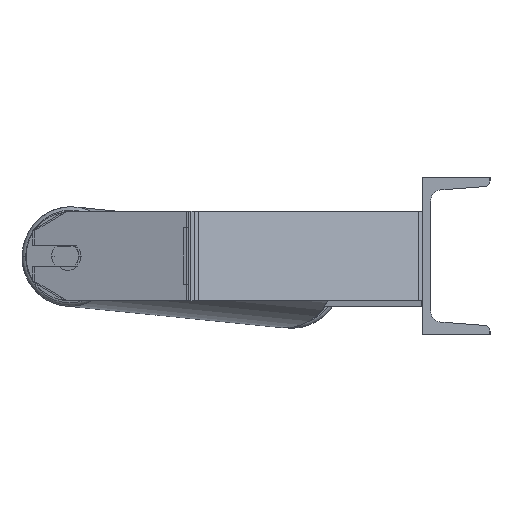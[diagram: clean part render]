
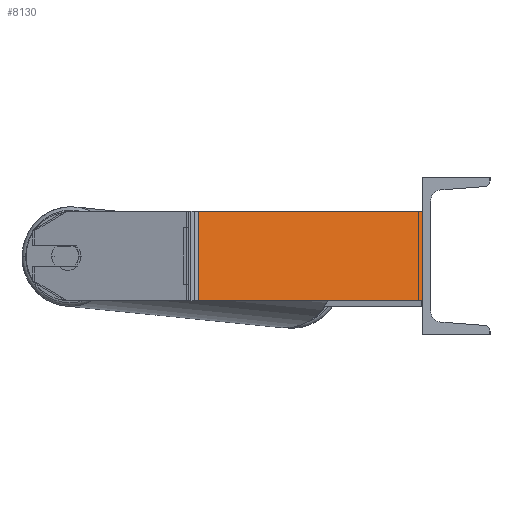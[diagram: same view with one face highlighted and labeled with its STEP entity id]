
A CAD part, left-side view. The second image highlights one B-rep face of the part: STEP entity #8130.
In plain terms, the highlighted planar face has unit normal (-0.906, -0.423, 0).
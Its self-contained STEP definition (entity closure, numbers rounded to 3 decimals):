
#93 = DIRECTION ( 'NONE',  ( 0.423, -0.906, 0. ) ) ;
#212 = DIRECTION ( 'NONE',  ( 0.423, -0.906, 0. ) ) ;
#285 = DIRECTION ( 'NONE',  ( 0., 0., -1. ) ) ;
#402 = CARTESIAN_POINT ( 'NONE',  ( -1178.237, 199.948, 40. ) ) ;
#1008 = EDGE_CURVE ( 'NONE', #7030, #3107, #8725, .T. ) ;
#1426 = CARTESIAN_POINT ( 'NONE',  ( -1178.237, 199.948, -40. ) ) ;
#1545 = LINE ( 'NONE', #3780, #1810 ) ;
#1632 = EDGE_CURVE ( 'NONE', #3107, #8355, #1545, .T. ) ;
#1810 = VECTOR ( 'NONE', #212, 1000. ) ;
#2308 = VECTOR ( 'NONE', #93, 1000. ) ;
#2396 = CARTESIAN_POINT ( 'NONE',  ( -1178.237, 199.948, 40. ) ) ;
#2636 = PLANE ( 'NONE',  #6001 ) ;
#3048 = DIRECTION ( 'NONE',  ( 0., 0., -1. ) ) ;
#3107 = VERTEX_POINT ( 'NONE', #1426 ) ;
#3202 = DIRECTION ( 'NONE',  ( -0.423, 0.906, 0. ) ) ;
#3772 = EDGE_LOOP ( 'NONE', ( #3924, #3963, #8060, #6866 ) ) ;
#3780 = CARTESIAN_POINT ( 'NONE',  ( -1180.698, 205.226, -40. ) ) ;
#3924 = ORIENTED_EDGE ( 'NONE', *, *, #1632, .T. ) ;
#3963 = ORIENTED_EDGE ( 'NONE', *, *, #8916, .F. ) ;
#4014 = DIRECTION ( 'NONE',  ( 0.906, 0.423, 0. ) ) ;
#4441 = CARTESIAN_POINT ( 'NONE',  ( -1085., 0., 40. ) ) ;
#5503 = VERTEX_POINT ( 'NONE', #4441 ) ;
#6001 = AXIS2_PLACEMENT_3D ( 'NONE', #8995, #4014, #3202 ) ;
#6317 = VECTOR ( 'NONE', #3048, 1000. ) ;
#6592 = CARTESIAN_POINT ( 'NONE',  ( -1085., 0., 40. ) ) ;
#6665 = CARTESIAN_POINT ( 'NONE',  ( -1085., 0., -40. ) ) ;
#6866 = ORIENTED_EDGE ( 'NONE', *, *, #1008, .T. ) ;
#7030 = VERTEX_POINT ( 'NONE', #402 ) ;
#7159 = CARTESIAN_POINT ( 'NONE',  ( -1180.698, 205.226, 40. ) ) ;
#7607 = FACE_OUTER_BOUND ( 'NONE', #3772, .T. ) ;
#7850 = LINE ( 'NONE', #7159, #2308 ) ;
#7952 = LINE ( 'NONE', #6592, #6317 ) ;
#8060 = ORIENTED_EDGE ( 'NONE', *, *, #9113, .F. ) ;
#8130 = ADVANCED_FACE ( 'NONE', ( #7607 ), #2636, .F. ) ;
#8355 = VERTEX_POINT ( 'NONE', #6665 ) ;
#8725 = LINE ( 'NONE', #2396, #8904 ) ;
#8904 = VECTOR ( 'NONE', #285, 1000. ) ;
#8916 = EDGE_CURVE ( 'NONE', #5503, #8355, #7952, .T. ) ;
#8995 = CARTESIAN_POINT ( 'NONE',  ( -1180.698, 205.226, 40. ) ) ;
#9113 = EDGE_CURVE ( 'NONE', #7030, #5503, #7850, .T. ) ;
